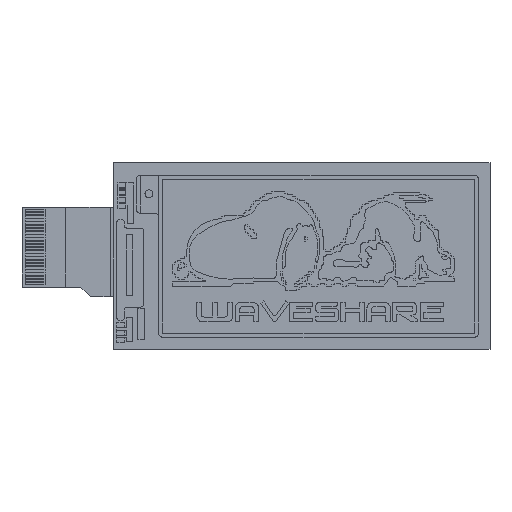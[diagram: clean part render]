
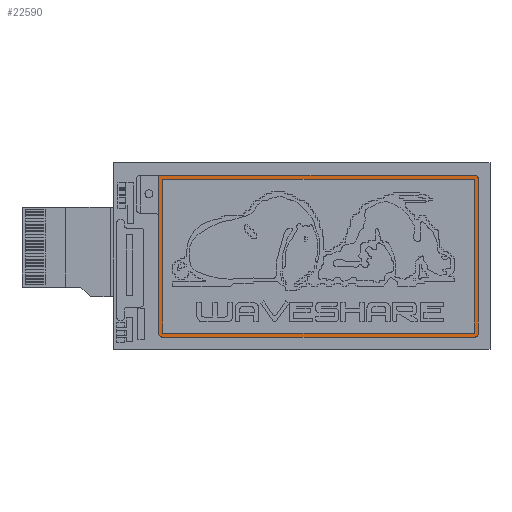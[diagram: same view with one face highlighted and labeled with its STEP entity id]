
A CAD part, top view. The second image highlights one B-rep face of the part: STEP entity #22590.
In plain terms, the highlighted planar face has unit normal (0, 0, 1).
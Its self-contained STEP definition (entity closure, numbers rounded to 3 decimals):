
#22500 = VERTEX_POINT('',#22501);
#22501 = CARTESIAN_POINT('',(-21.842,-12.107,0.229));
#22507 = EDGE_CURVE('',#22508,#22500,#22510,.T.);
#22508 = VERTEX_POINT('',#22509);
#22509 = CARTESIAN_POINT('',(27.142,-12.107,0.229));
#22510 = LINE('',#22511,#22512);
#22511 = CARTESIAN_POINT('',(27.142,-12.107,0.229));
#22512 = VECTOR('',#22513,1.);
#22513 = DIRECTION('',(-1.,0.,0.));
#22531 = EDGE_CURVE('',#22532,#22508,#22534,.T.);
#22532 = VERTEX_POINT('',#22533);
#22533 = CARTESIAN_POINT('',(27.142,12.056,0.229));
#22534 = LINE('',#22535,#22536);
#22535 = CARTESIAN_POINT('',(27.142,12.056,0.229));
#22536 = VECTOR('',#22537,1.);
#22537 = DIRECTION('',(0.,-1.,0.));
#22555 = EDGE_CURVE('',#22556,#22532,#22558,.T.);
#22556 = VERTEX_POINT('',#22557);
#22557 = CARTESIAN_POINT('',(-21.842,12.056,0.229));
#22558 = LINE('',#22559,#22560);
#22559 = CARTESIAN_POINT('',(-21.842,12.056,0.229));
#22560 = VECTOR('',#22561,1.);
#22561 = DIRECTION('',(1.,0.,0.));
#22579 = EDGE_CURVE('',#22500,#22556,#22580,.T.);
#22580 = LINE('',#22581,#22582);
#22581 = CARTESIAN_POINT('',(-21.842,-12.107,0.229));
#22582 = VECTOR('',#22583,1.);
#22583 = DIRECTION('',(0.,1.,0.));
#22590 = ADVANCED_FACE('',(#22591,#22597),#22658,.F.);
#22591 = FACE_BOUND('',#22592,.T.);
#22592 = EDGE_LOOP('',(#22593,#22594,#22595,#22596));
#22593 = ORIENTED_EDGE('',*,*,#22507,.T.);
#22594 = ORIENTED_EDGE('',*,*,#22579,.T.);
#22595 = ORIENTED_EDGE('',*,*,#22555,.T.);
#22596 = ORIENTED_EDGE('',*,*,#22531,.T.);
#22597 = FACE_BOUND('',#22598,.T.);
#22598 = EDGE_LOOP('',(#22599,#22610,#22618,#22627,#22635,#22644,#22652)
  );
#22599 = ORIENTED_EDGE('',*,*,#22600,.F.);
#22600 = EDGE_CURVE('',#22601,#22603,#22605,.T.);
#22601 = VERTEX_POINT('',#22602);
#22602 = CARTESIAN_POINT('',(-21.842,-12.742,0.229));
#22603 = VERTEX_POINT('',#22604);
#22604 = CARTESIAN_POINT('',(-22.477,-12.107,0.229));
#22605 = CIRCLE('',#22606,0.635);
#22606 = AXIS2_PLACEMENT_3D('',#22607,#22608,#22609);
#22607 = CARTESIAN_POINT('',(-21.842,-12.107,0.229));
#22608 = DIRECTION('',(0.,0.,-1.));
#22609 = DIRECTION('',(1.,0.,0.));
#22610 = ORIENTED_EDGE('',*,*,#22611,.F.);
#22611 = EDGE_CURVE('',#22612,#22601,#22614,.T.);
#22612 = VERTEX_POINT('',#22613);
#22613 = CARTESIAN_POINT('',(27.142,-12.742,0.229));
#22614 = LINE('',#22615,#22616);
#22615 = CARTESIAN_POINT('',(27.142,-12.742,0.229));
#22616 = VECTOR('',#22617,1.);
#22617 = DIRECTION('',(-1.,0.,0.));
#22618 = ORIENTED_EDGE('',*,*,#22619,.F.);
#22619 = EDGE_CURVE('',#22620,#22612,#22622,.T.);
#22620 = VERTEX_POINT('',#22621);
#22621 = CARTESIAN_POINT('',(27.777,-12.107,0.229));
#22622 = CIRCLE('',#22623,0.635);
#22623 = AXIS2_PLACEMENT_3D('',#22624,#22625,#22626);
#22624 = CARTESIAN_POINT('',(27.142,-12.107,0.229));
#22625 = DIRECTION('',(0.,0.,-1.));
#22626 = DIRECTION('',(-1.,0.,0.));
#22627 = ORIENTED_EDGE('',*,*,#22628,.F.);
#22628 = EDGE_CURVE('',#22629,#22620,#22631,.T.);
#22629 = VERTEX_POINT('',#22630);
#22630 = CARTESIAN_POINT('',(27.777,12.056,0.229));
#22631 = LINE('',#22632,#22633);
#22632 = CARTESIAN_POINT('',(27.777,12.056,0.229));
#22633 = VECTOR('',#22634,1.);
#22634 = DIRECTION('',(0.,-1.,0.));
#22635 = ORIENTED_EDGE('',*,*,#22636,.F.);
#22636 = EDGE_CURVE('',#22637,#22629,#22639,.T.);
#22637 = VERTEX_POINT('',#22638);
#22638 = CARTESIAN_POINT('',(27.142,12.691,0.229));
#22639 = CIRCLE('',#22640,0.635);
#22640 = AXIS2_PLACEMENT_3D('',#22641,#22642,#22643);
#22641 = CARTESIAN_POINT('',(27.142,12.056,0.229));
#22642 = DIRECTION('',(0.,0.,-1.));
#22643 = DIRECTION('',(-1.,0.,0.));
#22644 = ORIENTED_EDGE('',*,*,#22645,.F.);
#22645 = EDGE_CURVE('',#22646,#22637,#22648,.T.);
#22646 = VERTEX_POINT('',#22647);
#22647 = CARTESIAN_POINT('',(-22.477,12.691,0.229));
#22648 = LINE('',#22649,#22650);
#22649 = CARTESIAN_POINT('',(-22.477,12.691,0.229));
#22650 = VECTOR('',#22651,1.);
#22651 = DIRECTION('',(1.,0.,0.));
#22652 = ORIENTED_EDGE('',*,*,#22653,.F.);
#22653 = EDGE_CURVE('',#22603,#22646,#22654,.T.);
#22654 = LINE('',#22655,#22656);
#22655 = CARTESIAN_POINT('',(-22.477,-12.107,0.229));
#22656 = VECTOR('',#22657,1.);
#22657 = DIRECTION('',(0.,1.,0.));
#22658 = PLANE('',#22659);
#22659 = AXIS2_PLACEMENT_3D('',#22660,#22661,#22662);
#22660 = CARTESIAN_POINT('',(-21.842,-12.107,0.229));
#22661 = DIRECTION('',(0.,0.,-1.));
#22662 = DIRECTION('',(-1.,0.,0.));
